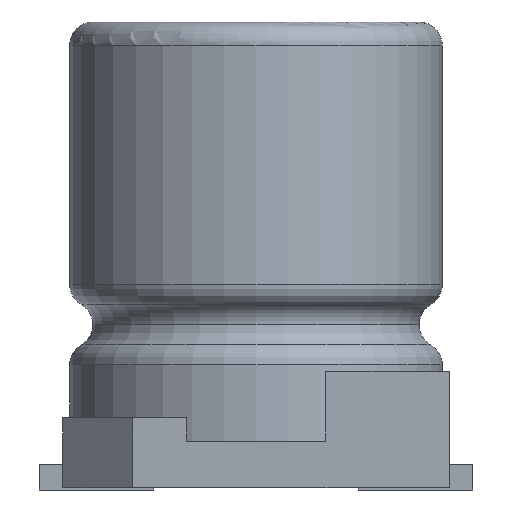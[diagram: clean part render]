
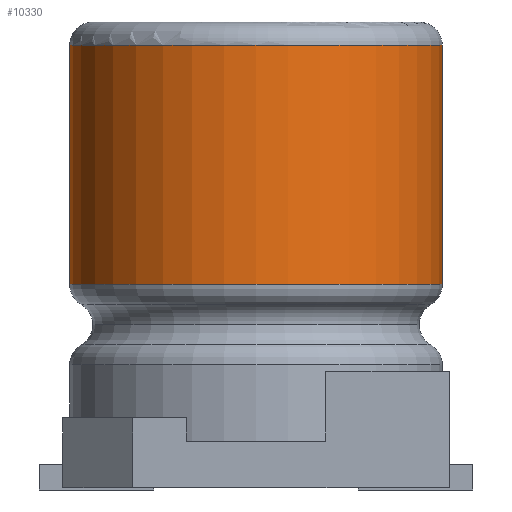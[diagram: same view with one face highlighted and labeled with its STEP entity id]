
A CAD part, front view. The second image highlights one B-rep face of the part: STEP entity #10330.
In plain terms, the highlighted cylindrical face has radius 4 mm (diameter 8 mm), a partial arc.
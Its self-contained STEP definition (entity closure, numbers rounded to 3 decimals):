
#214 = FACE_OUTER_BOUND ( 'NONE', #6952, .T. ) ;
#344 = DIRECTION ( 'NONE',  ( 1., 0., 0. ) ) ;
#606 = EDGE_CURVE ( 'NONE', #6342, #3925, #5918, .T. ) ;
#803 = CARTESIAN_POINT ( 'NONE',  ( -4., 0., 9.5 ) ) ;
#2054 = CARTESIAN_POINT ( 'NONE',  ( 4., 0., 31.314 ) ) ;
#2252 = DIRECTION ( 'NONE',  ( 0., 0., -1. ) ) ;
#2993 = CARTESIAN_POINT ( 'NONE',  ( -4., 0., 4.363 ) ) ;
#3258 = DIRECTION ( 'NONE',  ( 0., 0., -1. ) ) ;
#3511 = EDGE_CURVE ( 'NONE', #3925, #12012, #6096, .T. ) ;
#3925 = VERTEX_POINT ( 'NONE', #803 ) ;
#4090 = DIRECTION ( 'NONE',  ( 0., 0., -1. ) ) ;
#4226 = CARTESIAN_POINT ( 'NONE',  ( -4., 0., 31.314 ) ) ;
#4259 = ORIENTED_EDGE ( 'NONE', *, *, #606, .T. ) ;
#4386 = ORIENTED_EDGE ( 'NONE', *, *, #11304, .T. ) ;
#4408 = CARTESIAN_POINT ( 'NONE',  ( 0., 0., 4.363 ) ) ;
#4932 = ORIENTED_EDGE ( 'NONE', *, *, #13413, .F. ) ;
#5719 = CIRCLE ( 'NONE', #6413, 4. ) ;
#5918 = CIRCLE ( 'NONE', #13045, 4. ) ;
#6096 = LINE ( 'NONE', #4226, #13800 ) ;
#6342 = VERTEX_POINT ( 'NONE', #8344 ) ;
#6413 = AXIS2_PLACEMENT_3D ( 'NONE', #4408, #8783, #344 ) ;
#6491 = LINE ( 'NONE', #2054, #11444 ) ;
#6615 = DIRECTION ( 'NONE',  ( -1., 0., 0. ) ) ;
#6744 = CARTESIAN_POINT ( 'NONE',  ( 0., 0., 31.314 ) ) ;
#6783 = DIRECTION ( 'NONE',  ( 0., 0., -1. ) ) ;
#6952 = EDGE_LOOP ( 'NONE', ( #4932, #4259, #7046, #4386 ) ) ;
#7046 = ORIENTED_EDGE ( 'NONE', *, *, #3511, .T. ) ;
#7632 = CYLINDRICAL_SURFACE ( 'NONE', #12798, 4. ) ;
#8344 = CARTESIAN_POINT ( 'NONE',  ( 4., 0., 9.5 ) ) ;
#8783 = DIRECTION ( 'NONE',  ( 0., 0., 1. ) ) ;
#10330 = ADVANCED_FACE ( 'NONE', ( #214 ), #7632, .T. ) ;
#11304 = EDGE_CURVE ( 'NONE', #12012, #11739, #5719, .T. ) ;
#11444 = VECTOR ( 'NONE', #3258, 1000. ) ;
#11739 = VERTEX_POINT ( 'NONE', #13179 ) ;
#12012 = VERTEX_POINT ( 'NONE', #2993 ) ;
#12798 = AXIS2_PLACEMENT_3D ( 'NONE', #6744, #2252, #6615 ) ;
#13045 = AXIS2_PLACEMENT_3D ( 'NONE', #13233, #6783, #13096 ) ;
#13096 = DIRECTION ( 'NONE',  ( 1., 0., 0. ) ) ;
#13179 = CARTESIAN_POINT ( 'NONE',  ( 4., 0., 4.363 ) ) ;
#13233 = CARTESIAN_POINT ( 'NONE',  ( 0., 0., 9.5 ) ) ;
#13413 = EDGE_CURVE ( 'NONE', #6342, #11739, #6491, .T. ) ;
#13800 = VECTOR ( 'NONE', #4090, 1000. ) ;
